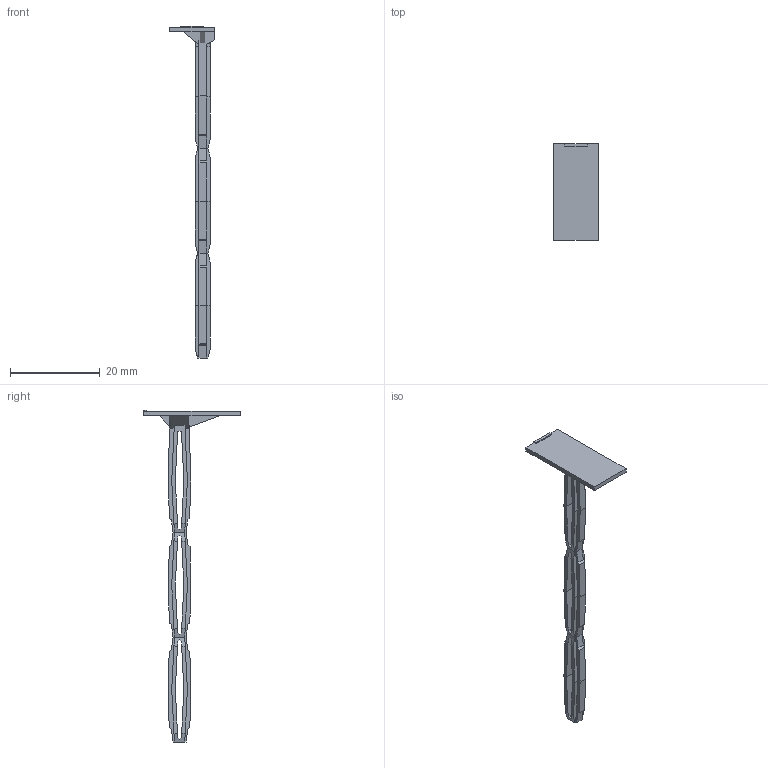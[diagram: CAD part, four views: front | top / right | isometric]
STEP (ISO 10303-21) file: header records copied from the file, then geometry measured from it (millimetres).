
FILE_DESCRIPTION(('Creo Elements/Direct Modeling STEP Export'),'2;1');
FILE_NAME('model.stp','2019-01-11T 8:58:29',(''),(''),'Creo Elements/Direct Modeling STEP processor for AP214 (Solid Model)','Creo Elements/Direct Modeling 18.1I 14-Aug-2016 (C) Parametric Technology GmbH','');
FILE_SCHEMA(('AUTOMOTIVE_DESIGN { 1 0 10303 214 1 1 1 1 }'));
Length unit declared in the file: millimetre
Products named in the file (2): KLM_3_L-select
Assembly tree (1 placements, depth 2):
  KLM_3_L-select
    KLM_3_L-select
Bounding box: 10 x 21.6 x 74.1 mm (x, y, z)
Volume: 845.4 mm3; surface area: 1915.6 mm2
Topology: 1 solids, 1 shells, 128 faces, 388 edges, 256 vertices
Faces by surface type: plane 128
Entity records: 5255 total; most frequent: ORIENTED_EDGE 776, CARTESIAN_POINT 757, DIRECTION 625, EDGE_CURVE 388, VECTOR 377, LINE 377, VERTEX_POINT 256, COLOUR_RGB 129
